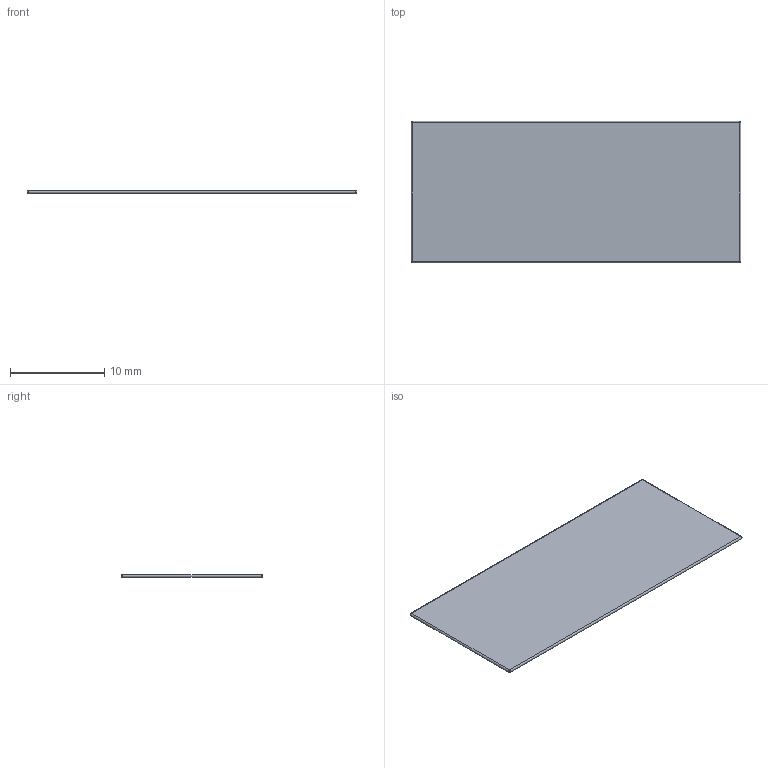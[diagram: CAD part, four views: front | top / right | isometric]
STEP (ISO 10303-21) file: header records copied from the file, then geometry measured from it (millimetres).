
FILE_DESCRIPTION(('FreeCAD Model'),'2;1');
FILE_NAME('ferrite_sheet_35x15mm.step','2020-04-24T09:12:39',( 'Author'),(''),'Open CASCADE STEP processor 7.3','FreeCAD','Unknown' );
FILE_SCHEMA(('AUTOMOTIVE_DESIGN { 1 0 10303 214 1 1 1 1 }'));
Length unit declared in the file: millimetre
Products named in the file (1): ferrite_sheet_v0
Bounding box: 35 x 15 x 0.3 mm (x, y, z)
Volume: 156.5 mm3; surface area: 1067 mm2
Topology: 1 solids, 1 shells, 14 faces, 28 edges, 16 vertices
Faces by surface type: sphere 8, cylinder 4, plane 2
Entity records: 1281 total; most frequent: CARTESIAN_POINT 691, DIRECTION 110, ORIENTED_EDGE 56, PCURVE 56, DEFINITIONAL_REPRESENTATION 56, LINE 40, VECTOR 40, AXIS2_PLACEMENT_3D 35
